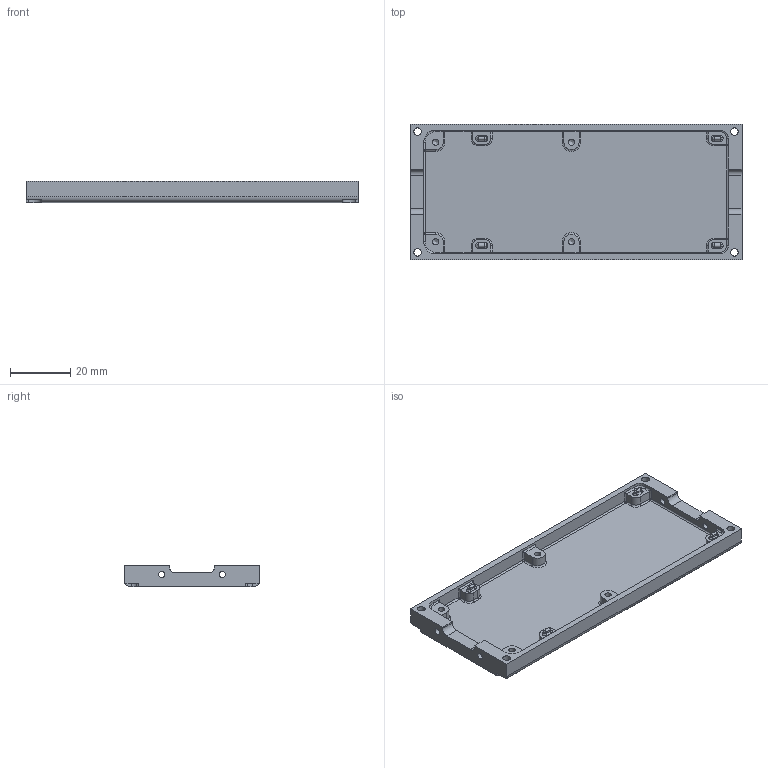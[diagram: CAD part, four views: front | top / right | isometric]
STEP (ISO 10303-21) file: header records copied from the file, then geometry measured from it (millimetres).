
FILE_DESCRIPTION(/* description */ ('STEP AP242','CAx-IF Rec.Pracs.---Representation and Presentation of Product Manufacturing Information (PMI)---4.0---2014-10-13','CAx-IF Rec.Pracs.---3D Tessellated Geometry---0.4---2014-09-14','2;1'),/* implementation_level */ '2;1');
FILE_NAME(/* name */ '65dbc6039547f820695f2632',/* time_stamp */ '2024-02-25T22:58:12Z',/* author */ (''),/* organization */ (''),/* preprocessor_version */ 'ST-DEVELOPER v19.4',/* originating_system */ ' ',/* authorisation */ ' ');
FILE_SCHEMA (('AP242_MANAGED_MODEL_BASED_3D_ENGINEERING_MIM_LF { 1 0 10303 442 1 1 4 }'));
Length unit declared in the file: metre
Products named in the file (1): Bottom
Bounding box: 110 x 45 x 7 mm (x, y, z)
Volume: 14082.4 mm3; surface area: 13584.5 mm2
Topology: 1 solids, 1 shells, 224 faces, 570 edges, 328 vertices
Faces by surface type: cylinder 114, plane 60, sphere 24, torus 22, cone 4
Full cylindrical faces by diameter (mm): 2.05 x8, 2.5 x4
Entity records: 6446 total; most frequent: DIRECTION 1194, CARTESIAN_POINT 1039, ORIENTED_EDGE 1012, EDGE_CURVE 506, AXIS2_PLACEMENT_3D 463, VERTEX_POINT 308, LINE 268, VECTOR 268
